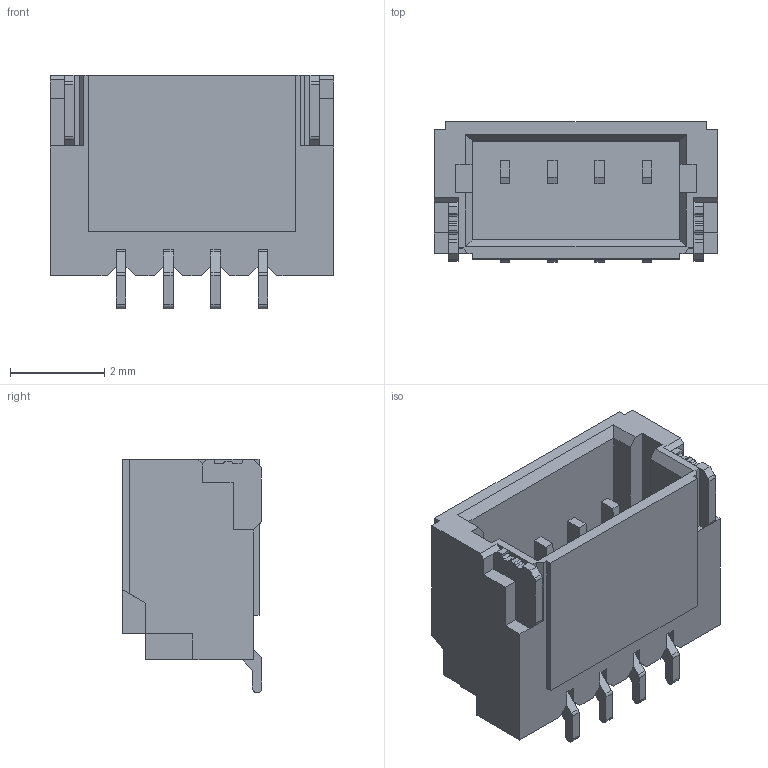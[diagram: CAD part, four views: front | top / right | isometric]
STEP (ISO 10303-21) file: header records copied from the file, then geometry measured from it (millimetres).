
FILE_DESCRIPTION(('FreeCAD Model'),'2;1');
FILE_NAME('SM04B-SRSS-TB(LF)(SN)--3DModel-STEP-56544.step', '2020-01-16T12:32:59',('Anool'),('Wyolum'), 'Open CASCADE STEP processor 7.3','FreeCAD','Unknown');
FILE_SCHEMA(('AUTOMOTIVE_DESIGN { 1 0 10303 214 1 1 1 1 }'));
Length unit declared in the file: millimetre
Products named in the file (8): SM04B-SRSS-TB(LF)(SN)007; SM04B-SRSS-TB(LF)(SN); SM04B-SRSS-TB(LF)(SN)001; SM04B-SRSS-TB(LF)(SN)002; SM04B-SRSS-TB(LF)(SN)003; SM04B-SRSS-TB(LF)(SN)004; SM04B-SRSS-TB(LF)(SN)005; SM04B-SRSS-TB(LF)(SN)006
Assembly tree (7 placements, depth 2):
  SM04B-SRSS-TB(LF)(SN)007
    SM04B-SRSS-TB(LF)(SN)
    SM04B-SRSS-TB(LF)(SN)001
    SM04B-SRSS-TB(LF)(SN)002
    SM04B-SRSS-TB(LF)(SN)003
    SM04B-SRSS-TB(LF)(SN)004
    SM04B-SRSS-TB(LF)(SN)005
    SM04B-SRSS-TB(LF)(SN)006
Bounding box: 6 x 2.96 x 4.95 mm (x, y, z)
Volume: 40.4 mm3; surface area: 192.1 mm2
Topology: 7 solids, 7 shells, 229 faces, 644 edges, 426 vertices
Faces by surface type: plane 189, cylinder 40
Entity records: 7510 total; most frequent: CARTESIAN_POINT 1307, ORIENTED_EDGE 1288, DIRECTION 1198, EDGE_CURVE 644, LINE 564, VECTOR 564, VERTEX_POINT 426, AXIS2_PLACEMENT_3D 317
